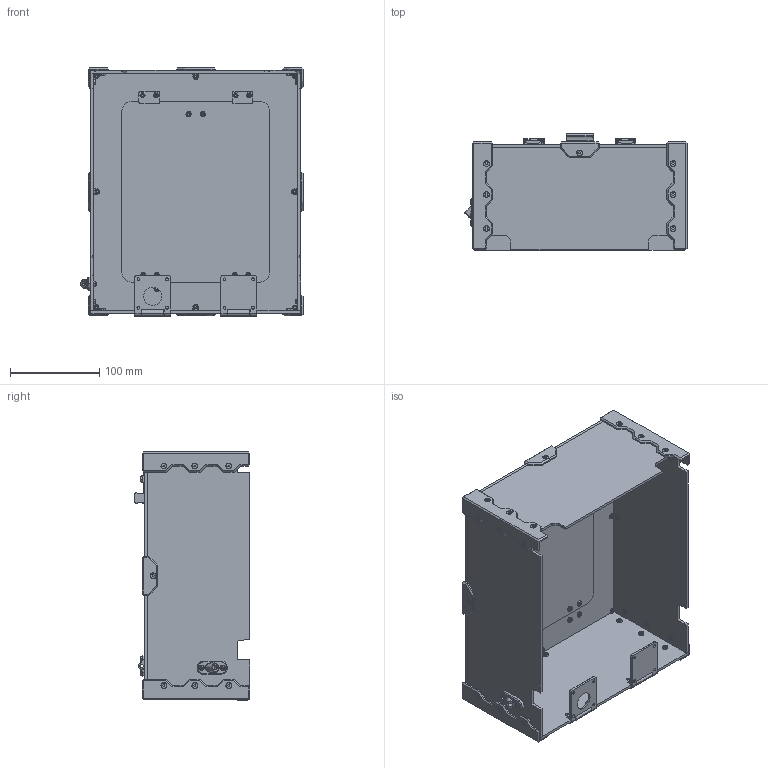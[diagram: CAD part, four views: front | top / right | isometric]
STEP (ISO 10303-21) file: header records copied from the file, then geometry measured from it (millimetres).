
FILE_DESCRIPTION (( 'STEP AP214' ), '1' );
FILE_NAME ('Tophat-Tiny-Mk2.STEP', '2023-07-04T21:03:34', ( '' ), ( '' ), 'SwSTEP 2.0', 'SolidWorks 2018', '' );
FILE_SCHEMA (( 'AUTOMOTIVE_DESIGN' ));
Length unit declared in the file: millimetre
Products named in the file (24): latch^latchAsm_Tophat-Tiny-Mk2; leftPanel TophatTinyMk2^Tophat-Tiny-Mk2; cornerSubside TophatTinyMk2^Tophat-Tiny-Mk2; frontPanel TophatTinyMk2^Tophat-Tiny-Mk2; bowdenGuide TophatTinyMk2^Tophat-Tiny-Mk2; electronicsCoverHandle GBtTinyMII^Tophat-Tiny-Mk2; ISO 4032 - M3^Tophat-Tiny-Mk2; rightPanel TophatTinyMk2^Tophat-Tiny-Mk2; ISO 4762 - M3 x 10^Tophat-Tiny-Mk2; latchHousing^latchAsm_Tophat-Tiny-Mk2; cornerMain TophatTinyMk2^Tophat-Tiny-Mk2; DIN 7991 - M3x8^Tophat-Tiny-Mk2; topPanel TophatTinyMk2^Tophat-Tiny-Mk2; ISO 4762 - M3 x 8^Tophat-Tiny-Mk2; hingeBlank TophatTinyMk2^Tophat-Tiny-Mk2; hingeCircleCut TophatTinyMk2^Tophat-Tiny-Mk2; electronicsCoverBottomLatchPart GBtTinyMII^Tophat-Tiny-Mk2; ISO 4762 - M3 x 16^Tophat-Tiny-Mk2; backPanel TophatTinyMk2^Tophat-Tiny-Mk2; ISO 4762 - M3 x 8_1^Tophat-Tiny-Mk2; electronicsCoverHingeT3 GBtTinyMII^Tophat-Tiny-Mk2; ISO 4032 - M3_1^Tophat-Tiny-Mk2; latchAsm^Tophat-Tiny-Mk2; Tophat-Tiny-Mk2
Assembly tree (135 placements, depth 3):
  Tophat-Tiny-Mk2
    latchAsm^Tophat-Tiny-Mk2  x2
      latch^latchAsm_Tophat-Tiny-Mk2
      latchHousing^latchAsm_Tophat-Tiny-Mk2
    backPanel TophatTinyMk2^Tophat-Tiny-Mk2
    frontPanel TophatTinyMk2^Tophat-Tiny-Mk2
    rightPanel TophatTinyMk2^Tophat-Tiny-Mk2
    leftPanel TophatTinyMk2^Tophat-Tiny-Mk2
    topPanel TophatTinyMk2^Tophat-Tiny-Mk2
    cornerMain TophatTinyMk2^Tophat-Tiny-Mk2  x4
    cornerSubside TophatTinyMk2^Tophat-Tiny-Mk2  x4
    electronicsCoverHingeT3 GBtTinyMII^Tophat-Tiny-Mk2  x2
    electronicsCoverBottomLatchPart GBtTinyMII^Tophat-Tiny-Mk2  x2
    electronicsCoverHandle GBtTinyMII^Tophat-Tiny-Mk2
    hingeBlank TophatTinyMk2^Tophat-Tiny-Mk2
    hingeCircleCut TophatTinyMk2^Tophat-Tiny-Mk2
    ISO 4762 - M3 x 8^Tophat-Tiny-Mk2  x8
    ISO 4032 - M3^Tophat-Tiny-Mk2  x19
    ISO 4762 - M3 x 10^Tophat-Tiny-Mk2  x4
    ISO 4762 - M3 x 16^Tophat-Tiny-Mk2  x2
    ISO 4032 - M3_1^Tophat-Tiny-Mk2  x39
    DIN 7991 - M3x8^Tophat-Tiny-Mk2  x36
    bowdenGuide TophatTinyMk2^Tophat-Tiny-Mk2
    ISO 4762 - M3 x 8_1^Tophat-Tiny-Mk2  x2
Bounding box: 249.42 x 130 x 278.5 mm (x, y, z)
Volume: 625091.4 mm3; surface area: 455396.6 mm2
Topology: 140 solids, 140 shells, 3333 faces, 7845 edges, 4838 vertices
Faces by surface type: plane 1628, cylinder 794, cone 760, torus 136, bspline 15
Entity records: 31542 total; most frequent: CARTESIAN_POINT 7997, DIRECTION 4857, ORIENTED_EDGE 4444, EDGE_CURVE 2222, AXIS2_PLACEMENT_3D 1793, VERTEX_POINT 1432, VECTOR 1271, LINE 1271
